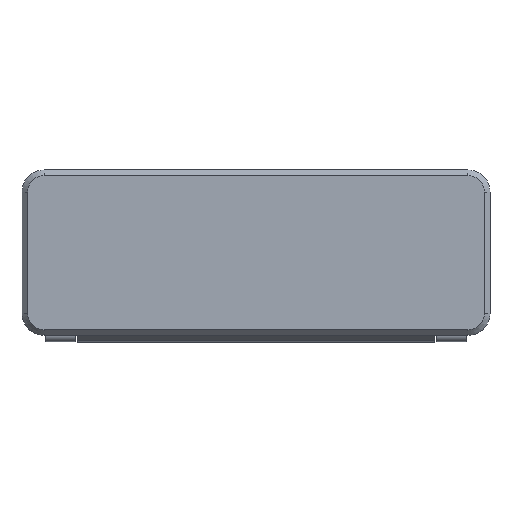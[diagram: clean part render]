
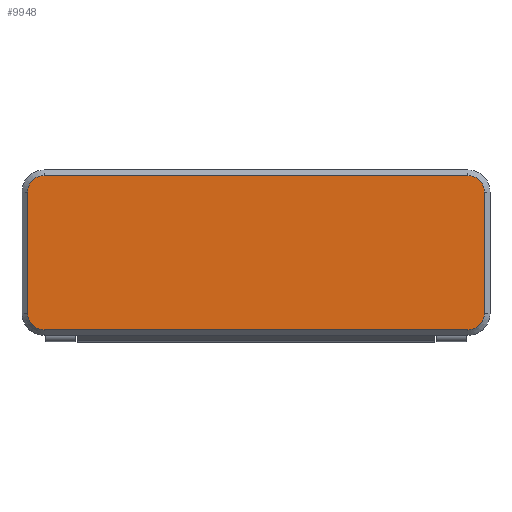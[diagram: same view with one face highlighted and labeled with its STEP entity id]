
A CAD part, front view. The second image highlights one B-rep face of the part: STEP entity #9948.
In plain terms, the highlighted planar face has unit normal (0, -1, 0).
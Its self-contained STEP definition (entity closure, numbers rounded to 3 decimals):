
#214=CIRCLE('',#10747,6.);
#215=CIRCLE('',#10748,6.);
#216=CIRCLE('',#10749,6.);
#217=CIRCLE('',#10750,6.);
#533=FACE_OUTER_BOUND('',#1256,.T.);
#1256=EDGE_LOOP('',(#6551,#6552,#6553,#6554,#6555,#6556,#6557,#6558));
#2014=LINE('',#14858,#3169);
#2016=LINE('',#14863,#3171);
#2017=LINE('',#14867,#3172);
#2018=LINE('',#14871,#3173);
#3169=VECTOR('',#11764,10.);
#3171=VECTOR('',#11768,10.);
#3172=VECTOR('',#11771,10.);
#3173=VECTOR('',#11774,10.);
#4334=VERTEX_POINT('',#14855);
#4335=VERTEX_POINT('',#14857);
#4336=VERTEX_POINT('',#14861);
#4337=VERTEX_POINT('',#14862);
#4338=VERTEX_POINT('',#14864);
#4339=VERTEX_POINT('',#14866);
#4340=VERTEX_POINT('',#14868);
#4341=VERTEX_POINT('',#14870);
#5090=EDGE_CURVE('',#4334,#4335,#2014,.T.);
#5092=EDGE_CURVE('',#4336,#4337,#2016,.T.);
#5093=EDGE_CURVE('',#4338,#4336,#214,.T.);
#5094=EDGE_CURVE('',#4339,#4338,#2017,.T.);
#5095=EDGE_CURVE('',#4340,#4339,#215,.T.);
#5096=EDGE_CURVE('',#4341,#4340,#2018,.T.);
#5097=EDGE_CURVE('',#4335,#4341,#216,.T.);
#5098=EDGE_CURVE('',#4337,#4334,#217,.T.);
#6551=ORIENTED_EDGE('',*,*,#5092,.F.);
#6552=ORIENTED_EDGE('',*,*,#5093,.F.);
#6553=ORIENTED_EDGE('',*,*,#5094,.F.);
#6554=ORIENTED_EDGE('',*,*,#5095,.F.);
#6555=ORIENTED_EDGE('',*,*,#5096,.F.);
#6556=ORIENTED_EDGE('',*,*,#5097,.F.);
#6557=ORIENTED_EDGE('',*,*,#5090,.F.);
#6558=ORIENTED_EDGE('',*,*,#5098,.F.);
#9369=PLANE('',#10746);
#9948=ADVANCED_FACE('',(#533),#9369,.F.);
#10746=AXIS2_PLACEMENT_3D('',#14860,#11766,#11767);
#10747=AXIS2_PLACEMENT_3D('',#14865,#11769,#11770);
#10748=AXIS2_PLACEMENT_3D('',#14869,#11772,#11773);
#10749=AXIS2_PLACEMENT_3D('',#14872,#11775,#11776);
#10750=AXIS2_PLACEMENT_3D('',#14873,#11777,#11778);
#11764=DIRECTION('',(-1.,0.,0.));
#11766=DIRECTION('center_axis',(0.,1.,0.));
#11767=DIRECTION('ref_axis',(0.,0.,1.));
#11768=DIRECTION('',(0.,0.,-1.));
#11769=DIRECTION('center_axis',(0.,1.,0.));
#11770=DIRECTION('ref_axis',(0.707,0.,0.707));
#11771=DIRECTION('',(1.,0.,0.));
#11772=DIRECTION('center_axis',(0.,1.,0.));
#11773=DIRECTION('ref_axis',(-0.707,0.,0.707));
#11774=DIRECTION('',(0.,0.,1.));
#11775=DIRECTION('center_axis',(0.,1.,0.));
#11776=DIRECTION('ref_axis',(-0.707,0.,-0.707));
#11777=DIRECTION('center_axis',(0.,1.,0.));
#11778=DIRECTION('ref_axis',(0.707,0.,-0.707));
#14855=CARTESIAN_POINT('',(162.,0.,2.));
#14857=CARTESIAN_POINT('',(8.,0.,2.));
#14858=CARTESIAN_POINT('',(85.,0.,2.));
#14860=CARTESIAN_POINT('Origin',(85.,0.,30.));
#14861=CARTESIAN_POINT('',(168.,0.,52.));
#14862=CARTESIAN_POINT('',(168.,0.,8.));
#14863=CARTESIAN_POINT('',(168.,0.,30.));
#14864=CARTESIAN_POINT('',(162.,0.,58.));
#14865=CARTESIAN_POINT('Origin',(162.,0.,52.));
#14866=CARTESIAN_POINT('',(8.,0.,58.));
#14867=CARTESIAN_POINT('',(85.,0.,58.));
#14868=CARTESIAN_POINT('',(2.,0.,52.));
#14869=CARTESIAN_POINT('Origin',(8.,0.,52.));
#14870=CARTESIAN_POINT('',(2.,0.,8.));
#14871=CARTESIAN_POINT('',(2.,0.,30.));
#14872=CARTESIAN_POINT('Origin',(8.,0.,8.));
#14873=CARTESIAN_POINT('Origin',(162.,0.,8.));
